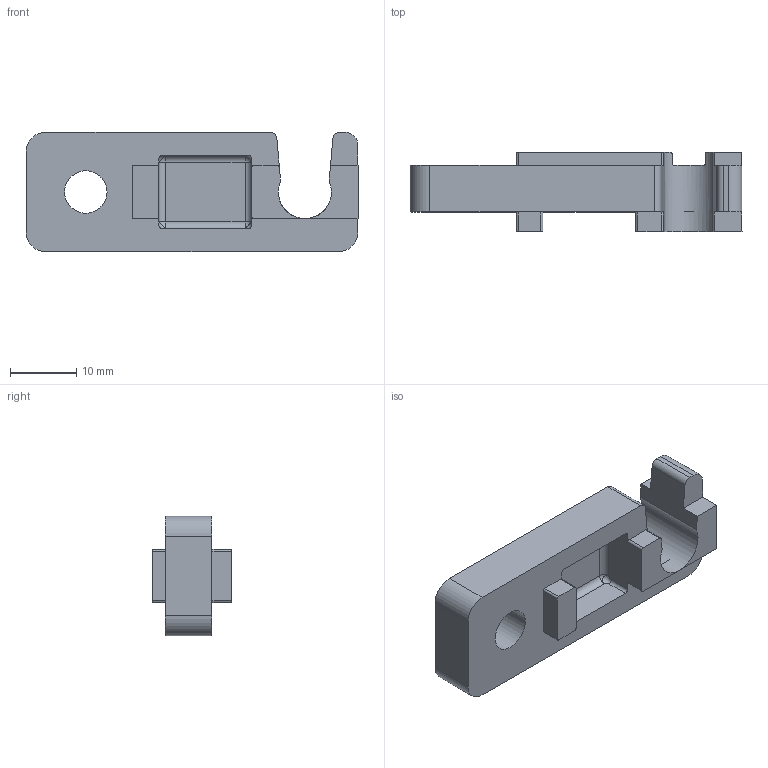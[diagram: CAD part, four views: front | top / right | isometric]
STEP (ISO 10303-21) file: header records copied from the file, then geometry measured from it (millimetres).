
FILE_DESCRIPTION(('STEP AP214'),'1');
FILE_NAME('cctmp_49A6C06F-D56A-408B-A160-CF29D29F12D7_2020_1_13_17_20_44_18..stp','2020-01-13T16:20:44',('Bosch Rexroth AG'),('CADClick - www.CADClick.com'),'Spatial InterOp 3D',' ','unknown authorization - (Healing Option Enabled)');
FILE_SCHEMA(('AUTOMOTIVE_DESIGN'));
Length unit declared in the file: millimetre
Products named in the file (1): 2020_01_13__17-20-44-018
Bounding box: 50 x 12 x 18 mm (x, y, z)
Volume: 5335.8 mm3; surface area: 3389.7 mm2
Topology: 1 solids, 1 shells, 75 faces, 210 edges, 133 vertices
Faces by surface type: plane 34, cylinder 33, bspline 4, sphere 4
Entity records: 11736 total; most frequent: CARTESIAN_POINT 9198, ORIENTED_EDGE 412, DIRECTION 391, EDGE_CURVE 206, AXIS2_PLACEMENT_3D 133, VERTEX_POINT 133, LINE 125, VECTOR 125
